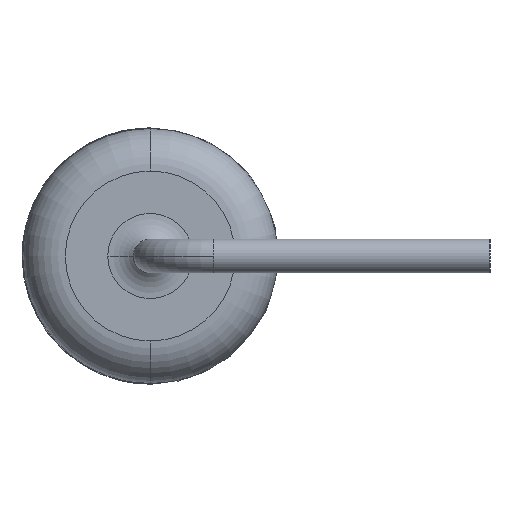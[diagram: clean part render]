
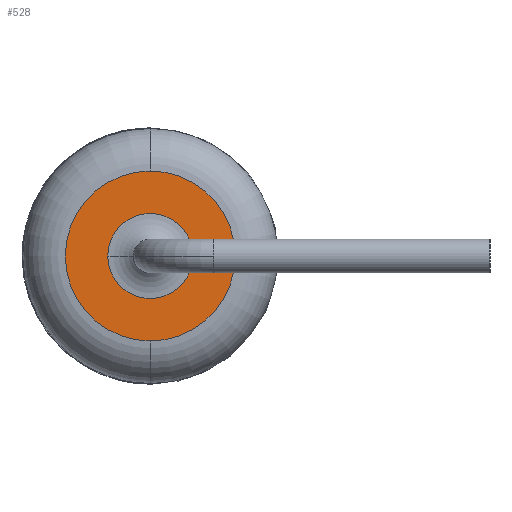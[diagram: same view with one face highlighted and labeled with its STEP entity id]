
A CAD part, left-side view. The second image highlights one B-rep face of the part: STEP entity #528.
In plain terms, the highlighted planar face has unit normal (-1, 0, 0).
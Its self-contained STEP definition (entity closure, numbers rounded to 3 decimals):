
#27 = CARTESIAN_POINT ( 'NONE',  ( -8.5, -1., 0. ) ) ;
#33 = CARTESIAN_POINT ( 'NONE',  ( -8.5, 0., 2. ) ) ;
#113 = ORIENTED_EDGE ( 'NONE', *, *, #1731, .T. ) ;
#126 = CARTESIAN_POINT ( 'NONE',  ( -8.5, 0., 0. ) ) ;
#136 = DIRECTION ( 'NONE',  ( -1., 0., 0. ) ) ;
#156 = AXIS2_PLACEMENT_3D ( 'NONE', #1197, #1836, #1816 ) ;
#200 = CARTESIAN_POINT ( 'NONE',  ( -8.5, 0., 0. ) ) ;
#208 = DIRECTION ( 'NONE',  ( 0., 0., -1. ) ) ;
#223 = EDGE_CURVE ( 'NONE', #2198, #1858, #1193, .T. ) ;
#281 = EDGE_LOOP ( 'NONE', ( #1428, #1268 ) ) ;
#307 = ORIENTED_EDGE ( 'NONE', *, *, #2184, .T. ) ;
#463 = AXIS2_PLACEMENT_3D ( 'NONE', #1278, #1886, #1499 ) ;
#496 = FACE_BOUND ( 'NONE', #281, .T. ) ;
#528 = ADVANCED_FACE ( 'NONE', ( #496, #2424 ), #1305, .F. ) ;
#626 = AXIS2_PLACEMENT_3D ( 'NONE', #2258, #136, #2052 ) ;
#681 = CIRCLE ( 'NONE', #156, 1. ) ;
#989 = CIRCLE ( 'NONE', #2414, 2. ) ;
#1186 = DIRECTION ( 'NONE',  ( -1., 0., 0. ) ) ;
#1193 = CIRCLE ( 'NONE', #626, 1. ) ;
#1197 = CARTESIAN_POINT ( 'NONE',  ( -8.5, 0., 0. ) ) ;
#1268 = ORIENTED_EDGE ( 'NONE', *, *, #2501, .F. ) ;
#1278 = CARTESIAN_POINT ( 'NONE',  ( -8.5, 0., 0. ) ) ;
#1305 = PLANE ( 'NONE',  #1777 ) ;
#1428 = ORIENTED_EDGE ( 'NONE', *, *, #223, .F. ) ;
#1499 = DIRECTION ( 'NONE',  ( 0., 0., -1. ) ) ;
#1588 = VERTEX_POINT ( 'NONE', #33 ) ;
#1692 = EDGE_LOOP ( 'NONE', ( #307, #113 ) ) ;
#1720 = CARTESIAN_POINT ( 'NONE',  ( -8.5, 1., 0. ) ) ;
#1731 = EDGE_CURVE ( 'NONE', #1588, #2465, #2034, .T. ) ;
#1777 = AXIS2_PLACEMENT_3D ( 'NONE', #126, #2077, #1889 ) ;
#1816 = DIRECTION ( 'NONE',  ( 0., 1., 0. ) ) ;
#1836 = DIRECTION ( 'NONE',  ( -1., 0., 0. ) ) ;
#1858 = VERTEX_POINT ( 'NONE', #27 ) ;
#1886 = DIRECTION ( 'NONE',  ( -1., 0., 0. ) ) ;
#1889 = DIRECTION ( 'NONE',  ( 0., 0., -1. ) ) ;
#2034 = CIRCLE ( 'NONE', #463, 2. ) ;
#2052 = DIRECTION ( 'NONE',  ( 0., 1., 0. ) ) ;
#2077 = DIRECTION ( 'NONE',  ( 1., 0., 0. ) ) ;
#2184 = EDGE_CURVE ( 'NONE', #2465, #1588, #989, .T. ) ;
#2198 = VERTEX_POINT ( 'NONE', #1720 ) ;
#2258 = CARTESIAN_POINT ( 'NONE',  ( -8.5, 0., 0. ) ) ;
#2359 = CARTESIAN_POINT ( 'NONE',  ( -8.5, 0., -2. ) ) ;
#2414 = AXIS2_PLACEMENT_3D ( 'NONE', #200, #1186, #208 ) ;
#2424 = FACE_OUTER_BOUND ( 'NONE', #1692, .T. ) ;
#2465 = VERTEX_POINT ( 'NONE', #2359 ) ;
#2501 = EDGE_CURVE ( 'NONE', #1858, #2198, #681, .T. ) ;
